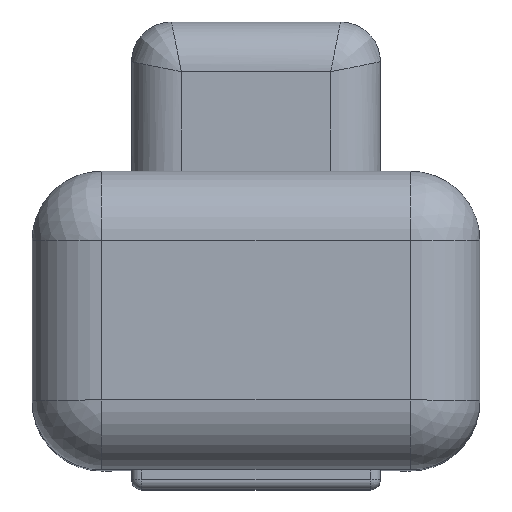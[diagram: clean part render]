
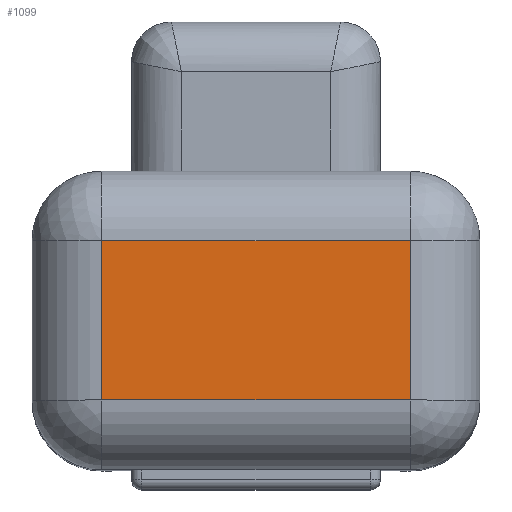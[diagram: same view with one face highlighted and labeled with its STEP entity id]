
A CAD part, top view. The second image highlights one B-rep face of the part: STEP entity #1099.
In plain terms, the highlighted planar face has unit normal (0, 0, 1).
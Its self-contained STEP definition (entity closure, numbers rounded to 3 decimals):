
#33=PLANE('',#1235);
#73=LINE('',#1797,#159);
#75=LINE('',#1800,#161);
#90=LINE('',#1840,#176);
#92=LINE('',#1843,#178);
#159=VECTOR('',#1435,10.);
#161=VECTOR('',#1439,10.);
#176=VECTOR('',#1490,10.);
#178=VECTOR('',#1494,10.);
#299=FACE_OUTER_BOUND('',#379,.T.);
#379=EDGE_LOOP('',(#871,#872,#873,#874));
#512=VERTEX_POINT('',#1768);
#515=VERTEX_POINT('',#1778);
#516=VERTEX_POINT('',#1782);
#521=VERTEX_POINT('',#1792);
#624=EDGE_CURVE('',#516,#521,#73,.T.);
#626=EDGE_CURVE('',#521,#515,#75,.T.);
#648=EDGE_CURVE('',#512,#516,#90,.T.);
#650=EDGE_CURVE('',#515,#512,#92,.T.);
#871=ORIENTED_EDGE('',*,*,#624,.F.);
#872=ORIENTED_EDGE('',*,*,#648,.F.);
#873=ORIENTED_EDGE('',*,*,#650,.F.);
#874=ORIENTED_EDGE('',*,*,#626,.F.);
#1099=ADVANCED_FACE('',(#299),#33,.T.);
#1235=AXIS2_PLACEMENT_3D('',#1852,#1507,#1508);
#1435=DIRECTION('',(-1.,0.,0.));
#1439=DIRECTION('',(0.,1.,0.));
#1490=DIRECTION('',(0.,-1.,0.));
#1494=DIRECTION('',(1.,0.,0.));
#1507=DIRECTION('center_axis',(0.,0.,1.));
#1508=DIRECTION('ref_axis',(1.,0.,0.));
#1768=CARTESIAN_POINT('',(48.,27.,90.));
#1778=CARTESIAN_POINT('',(17.,27.,90.));
#1782=CARTESIAN_POINT('',(48.,11.,90.));
#1792=CARTESIAN_POINT('',(17.,11.,90.));
#1797=CARTESIAN_POINT('',(21.25,11.,90.));
#1800=CARTESIAN_POINT('',(17.,4.,90.));
#1840=CARTESIAN_POINT('',(48.,4.,90.));
#1843=CARTESIAN_POINT('',(21.25,27.,90.));
#1852=CARTESIAN_POINT('Origin',(10.,4.,90.));
